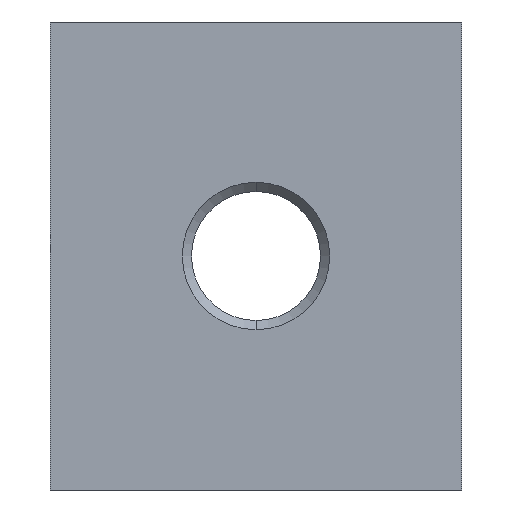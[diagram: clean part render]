
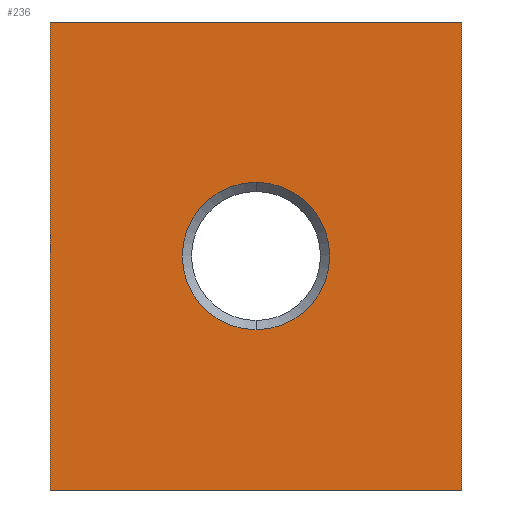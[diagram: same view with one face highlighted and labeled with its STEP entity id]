
A CAD part, front view. The second image highlights one B-rep face of the part: STEP entity #236.
In plain terms, the highlighted planar face has unit normal (0, -1, 0).
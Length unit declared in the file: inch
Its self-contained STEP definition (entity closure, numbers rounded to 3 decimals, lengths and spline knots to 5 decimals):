
#7 = CARTESIAN_POINT ( 'NONE',  ( 0.88, -0.5, -0.5 ) ) ;
#15 = VERTEX_POINT ( 'NONE', #7 ) ;
#19 = CARTESIAN_POINT ( 'NONE',  ( 0.44, -0.5, 0. ) ) ;
#20 = VERTEX_POINT ( 'NONE', #491 ) ;
#24 = DIRECTION ( 'NONE',  ( 0., 0., -1. ) ) ;
#35 = EDGE_CURVE ( 'NONE', #50, #20, #231, .T. ) ;
#49 = DIRECTION ( 'NONE',  ( 0., 1., 0. ) ) ;
#50 = VERTEX_POINT ( 'NONE', #303 ) ;
#57 = EDGE_LOOP ( 'NONE', ( #667, #611 ) ) ;
#80 = CARTESIAN_POINT ( 'NONE',  ( 0.44, -0.5, 0. ) ) ;
#83 = DIRECTION ( 'NONE',  ( 0., -1., 0. ) ) ;
#91 = DIRECTION ( 'NONE',  ( 0., 0., -1. ) ) ;
#122 = EDGE_LOOP ( 'NONE', ( #368, #133, #160, #134 ) ) ;
#133 = ORIENTED_EDGE ( 'NONE', *, *, #623, .F. ) ;
#134 = ORIENTED_EDGE ( 'NONE', *, *, #354, .F. ) ;
#139 = VERTEX_POINT ( 'NONE', #442 ) ;
#140 = LINE ( 'NONE', #186, #689 ) ;
#147 = DIRECTION ( 'NONE',  ( 1., 0., 0. ) ) ;
#160 = ORIENTED_EDGE ( 'NONE', *, *, #525, .F. ) ;
#167 = DIRECTION ( 'NONE',  ( 0., 0., 1. ) ) ;
#169 = VERTEX_POINT ( 'NONE', #512 ) ;
#173 = VERTEX_POINT ( 'NONE', #626 ) ;
#186 = CARTESIAN_POINT ( 'NONE',  ( 0., -0.5, 0.5 ) ) ;
#216 = FACE_OUTER_BOUND ( 'NONE', #122, .T. ) ;
#221 = AXIS2_PLACEMENT_3D ( 'NONE', #19, #83, #435 ) ;
#231 = CIRCLE ( 'NONE', #571, 0.15748 ) ;
#236 = ADVANCED_FACE ( 'NONE', ( #216, #290 ), #467, .F. ) ;
#290 = FACE_BOUND ( 'NONE', #57, .T. ) ;
#303 = CARTESIAN_POINT ( 'NONE',  ( 0.44, -0.5, 0.15748 ) ) ;
#315 = DIRECTION ( 'NONE',  ( 0., -1., 0. ) ) ;
#346 = VECTOR ( 'NONE', #147, 39.37008 ) ;
#347 = EDGE_CURVE ( 'NONE', #15, #173, #404, .T. ) ;
#354 = EDGE_CURVE ( 'NONE', #173, #169, #140, .T. ) ;
#363 = DIRECTION ( 'NONE',  ( 0., 0., 1. ) ) ;
#368 = ORIENTED_EDGE ( 'NONE', *, *, #347, .F. ) ;
#371 = AXIS2_PLACEMENT_3D ( 'NONE', #533, #49, #167 ) ;
#372 = EDGE_CURVE ( 'NONE', #20, #50, #572, .T. ) ;
#390 = LINE ( 'NONE', #631, #677 ) ;
#404 = LINE ( 'NONE', #565, #513 ) ;
#435 = DIRECTION ( 'NONE',  ( 0., 0., -1. ) ) ;
#442 = CARTESIAN_POINT ( 'NONE',  ( 0.88, -0.5, 0.5 ) ) ;
#467 = PLANE ( 'NONE',  #371 ) ;
#491 = CARTESIAN_POINT ( 'NONE',  ( 0.44, -0.5, -0.15748 ) ) ;
#512 = CARTESIAN_POINT ( 'NONE',  ( 0., -0.5, 0.5 ) ) ;
#513 = VECTOR ( 'NONE', #733, 39.37008 ) ;
#525 = EDGE_CURVE ( 'NONE', #169, #139, #693, .T. ) ;
#533 = CARTESIAN_POINT ( 'NONE',  ( 0.88, -0.5, 0.5 ) ) ;
#565 = CARTESIAN_POINT ( 'NONE',  ( 0.88, -0.5, -0.5 ) ) ;
#571 = AXIS2_PLACEMENT_3D ( 'NONE', #80, #315, #24 ) ;
#572 = CIRCLE ( 'NONE', #221, 0.15748 ) ;
#611 = ORIENTED_EDGE ( 'NONE', *, *, #35, .F. ) ;
#623 = EDGE_CURVE ( 'NONE', #139, #15, #390, .T. ) ;
#626 = CARTESIAN_POINT ( 'NONE',  ( 0., -0.5, -0.5 ) ) ;
#631 = CARTESIAN_POINT ( 'NONE',  ( 0.88, -0.5, 0.5 ) ) ;
#667 = ORIENTED_EDGE ( 'NONE', *, *, #372, .F. ) ;
#677 = VECTOR ( 'NONE', #91, 39.37008 ) ;
#689 = VECTOR ( 'NONE', #363, 39.37008 ) ;
#693 = LINE ( 'NONE', #745, #346 ) ;
#733 = DIRECTION ( 'NONE',  ( -1., 0., 0. ) ) ;
#745 = CARTESIAN_POINT ( 'NONE',  ( 0.88, -0.5, 0.5 ) ) ;
